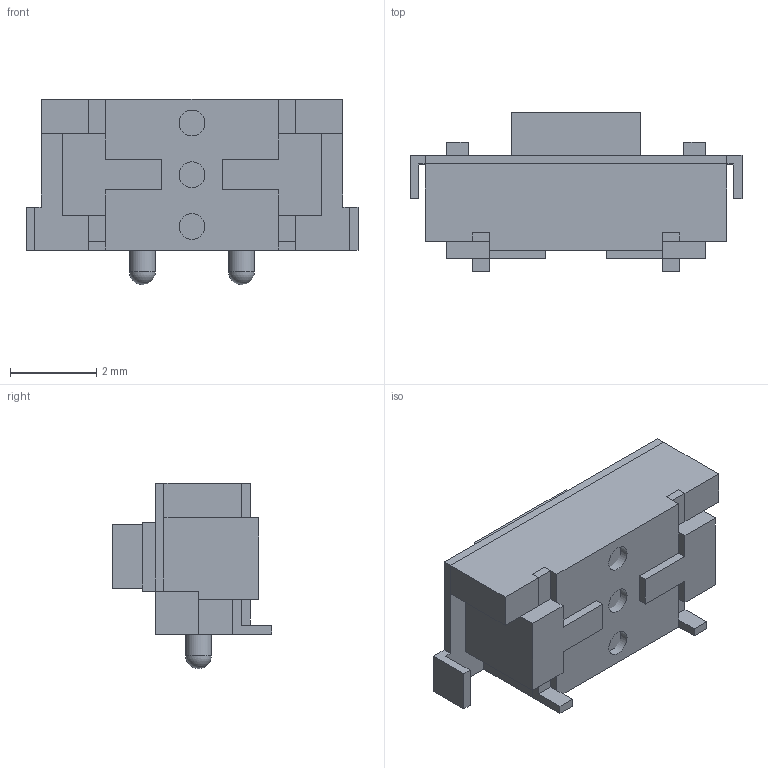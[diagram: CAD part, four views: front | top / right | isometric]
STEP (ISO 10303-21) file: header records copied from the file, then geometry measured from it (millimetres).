
FILE_DESCRIPTION(/* description */ (''),/* implementation_level */ '2;1');
FILE_NAME(/* name */ 'SW_SPST_SMD_3x6x3.5_Side.step',/* time_stamp */ '2021-04-05T19:40:22+02:00',/* author */ (''),/* organization */ (''),/* preprocessor_version */ 'ST-DEVELOPER v18.1',/* originating_system */ 'Autodesk Translation Framework v9.10.0.1330',/* authorisation */ '');
FILE_SCHEMA (('AUTOMOTIVE_DESIGN { 1 0 10303 214 3 1 1 }'));
Length unit declared in the file: millimetre
Products named in the file (1): SW_SPST_SMD_3x6x3.5_Side
Bounding box: 7.7 x 3.7 x 4.3 mm (x, y, z)
Volume: 53 mm3; surface area: 184.8 mm2
Topology: 6 solids, 6 shells, 110 faces, 285 edges, 186 vertices
Faces by surface type: plane 103, cylinder 5, sphere 2
Full cylindrical faces by diameter (mm): 0.6 x5
Entity records: 3337 total; most frequent: CARTESIAN_POINT 580, ORIENTED_EDGE 566, DIRECTION 517, EDGE_CURVE 283, LINE 271, VECTOR 271, VERTEX_POINT 186, AXIS2_PLACEMENT_3D 123
